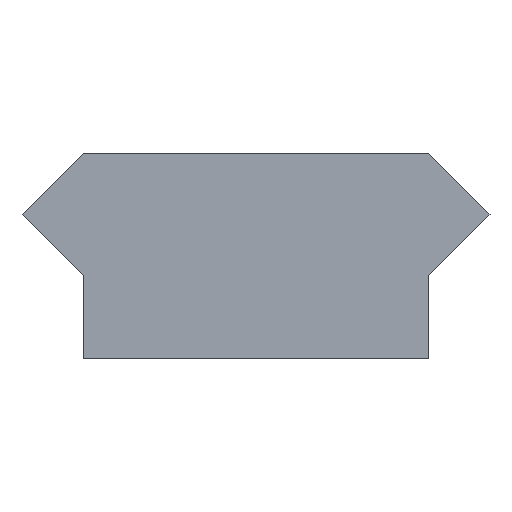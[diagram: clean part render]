
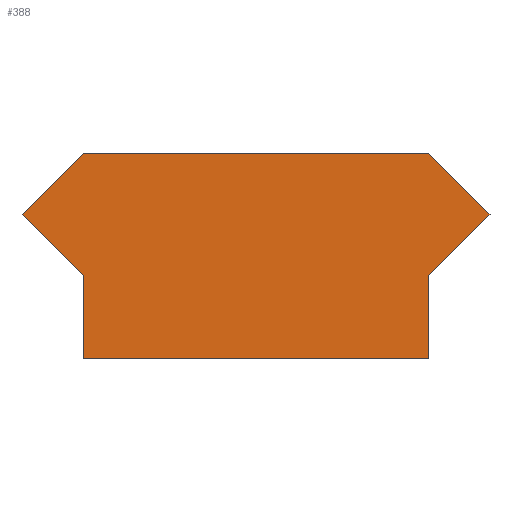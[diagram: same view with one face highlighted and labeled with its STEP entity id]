
A CAD part, front view. The second image highlights one B-rep face of the part: STEP entity #388.
In plain terms, the highlighted planar face has unit normal (0, -1, 0).
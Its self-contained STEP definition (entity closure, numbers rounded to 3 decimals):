
#30=FACE_OUTER_BOUND('',#52,.T.);
#52=EDGE_LOOP('',(#307,#308,#309,#310,#311,#312,#313,#314));
#83=LINE('',#582,#135);
#89=LINE('',#593,#141);
#94=LINE('',#603,#146);
#97=LINE('',#609,#149);
#98=LINE('',#611,#150);
#99=LINE('',#613,#151);
#100=LINE('',#615,#152);
#101=LINE('',#616,#153);
#135=VECTOR('',#473,10.);
#141=VECTOR('',#485,10.);
#146=VECTOR('',#496,10.);
#149=VECTOR('',#503,10.);
#150=VECTOR('',#504,10.);
#151=VECTOR('',#505,10.);
#152=VECTOR('',#506,10.);
#153=VECTOR('',#507,10.);
#181=VERTEX_POINT('',#579);
#182=VERTEX_POINT('',#581);
#184=VERTEX_POINT('',#592);
#186=VERTEX_POINT('',#602);
#187=VERTEX_POINT('',#608);
#188=VERTEX_POINT('',#610);
#189=VERTEX_POINT('',#612);
#190=VERTEX_POINT('',#614);
#219=EDGE_CURVE('',#182,#181,#83,.T.);
#225=EDGE_CURVE('',#184,#182,#89,.T.);
#230=EDGE_CURVE('',#186,#184,#94,.T.);
#233=EDGE_CURVE('',#181,#187,#97,.T.);
#234=EDGE_CURVE('',#187,#188,#98,.T.);
#235=EDGE_CURVE('',#188,#189,#99,.T.);
#236=EDGE_CURVE('',#189,#190,#100,.T.);
#237=EDGE_CURVE('',#190,#186,#101,.T.);
#307=ORIENTED_EDGE('',*,*,#225,.T.);
#308=ORIENTED_EDGE('',*,*,#219,.T.);
#309=ORIENTED_EDGE('',*,*,#233,.T.);
#310=ORIENTED_EDGE('',*,*,#234,.T.);
#311=ORIENTED_EDGE('',*,*,#235,.T.);
#312=ORIENTED_EDGE('',*,*,#236,.T.);
#313=ORIENTED_EDGE('',*,*,#237,.T.);
#314=ORIENTED_EDGE('',*,*,#230,.T.);
#366=PLANE('',#424);
#388=ADVANCED_FACE('',(#30),#366,.T.);
#424=AXIS2_PLACEMENT_3D('',#607,#501,#502);
#473=DIRECTION('',(-0.707,0.,-0.707));
#485=DIRECTION('',(-1.,0.,0.));
#496=DIRECTION('',(-0.707,0.,0.707));
#501=DIRECTION('center_axis',(0.,-1.,0.));
#502=DIRECTION('ref_axis',(0.,0.,-1.));
#503=DIRECTION('',(0.707,0.,-0.707));
#504=DIRECTION('',(0.,0.,-1.));
#505=DIRECTION('',(1.,0.,0.));
#506=DIRECTION('',(0.,0.,1.));
#507=DIRECTION('',(0.707,0.,0.707));
#579=CARTESIAN_POINT('',(-10.6,-10.,1.895));
#581=CARTESIAN_POINT('',(-7.835,-10.,4.66));
#582=CARTESIAN_POINT('',(-7.835,-10.,4.66));
#592=CARTESIAN_POINT('',(7.835,-10.,4.66));
#593=CARTESIAN_POINT('',(-7.835,-10.,4.66));
#602=CARTESIAN_POINT('',(10.6,-10.,1.895));
#603=CARTESIAN_POINT('',(7.835,-10.,4.66));
#607=CARTESIAN_POINT('Origin',(0.,-10.,0.));
#608=CARTESIAN_POINT('',(-7.835,-10.,-0.87));
#609=CARTESIAN_POINT('',(-10.6,-10.,1.895));
#610=CARTESIAN_POINT('',(-7.835,-10.,-4.66));
#611=CARTESIAN_POINT('',(-7.835,-10.,-4.66));
#612=CARTESIAN_POINT('',(7.835,-10.,-4.66));
#613=CARTESIAN_POINT('',(7.835,-10.,-4.66));
#614=CARTESIAN_POINT('',(7.835,-10.,-0.87));
#615=CARTESIAN_POINT('',(7.835,-10.,4.66));
#616=CARTESIAN_POINT('',(10.6,-10.,1.895));
